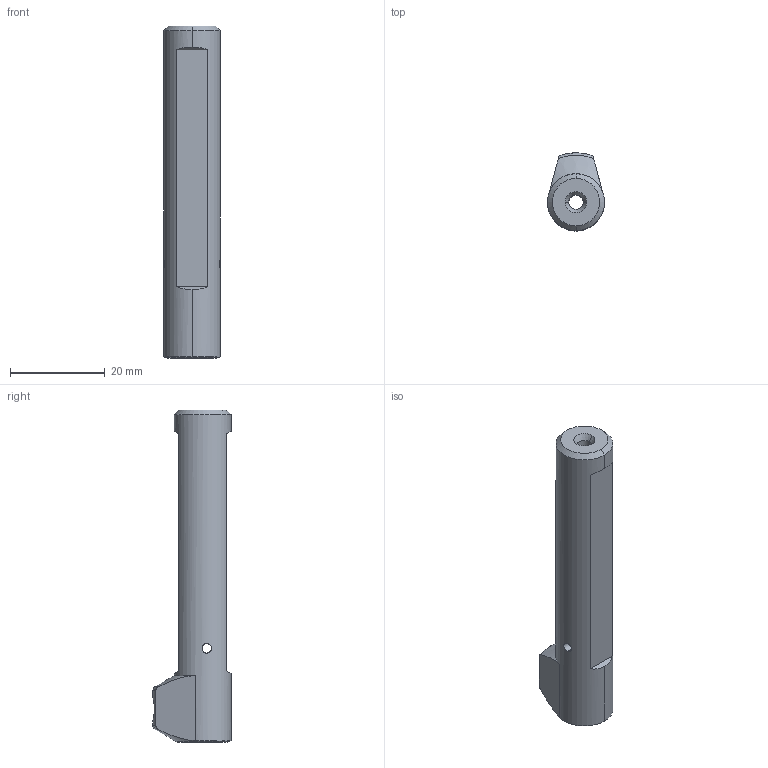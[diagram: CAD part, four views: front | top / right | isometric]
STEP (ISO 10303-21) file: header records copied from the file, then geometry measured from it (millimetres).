
FILE_DESCRIPTION(/* description */ (''),/* implementation_level */ '2;1');
FILE_NAME(/* name */ '1503306530495.stp',/* time_stamp */ '2017-08-21T11:08:57+02:00',/* author */ (''),/* organization */ ('SMS'),/* preprocessor_version */ 'ST-DEVELOPER v15',/* originating_system */ 'SIEMENS PLM Software NX 8.5',/* authorisation */ '');
FILE_SCHEMA (('AUTOMOTIVE_DESIGN { 1 0 10303 214 3 1 1 1 }'));
Length unit declared in the file: millimetre
Products named in the file (1): CXS-A12-06_step
Bounding box: 12 x 16.5 x 70 mm (x, y, z)
Volume: 6393.6 mm3; surface area: 4155.8 mm2
Topology: 1 solids, 1 shells, 46 faces, 132 edges, 81 vertices
Faces by surface type: cylinder 19, cone 13, plane 10, torus 4
Entity records: 1944 total; most frequent: CARTESIAN_POINT 755, ORIENTED_EDGE 256, DIRECTION 229, EDGE_CURVE 128, AXIS2_PLACEMENT_3D 91, VERTEX_POINT 81, EDGE_LOOP 51, LINE 47
